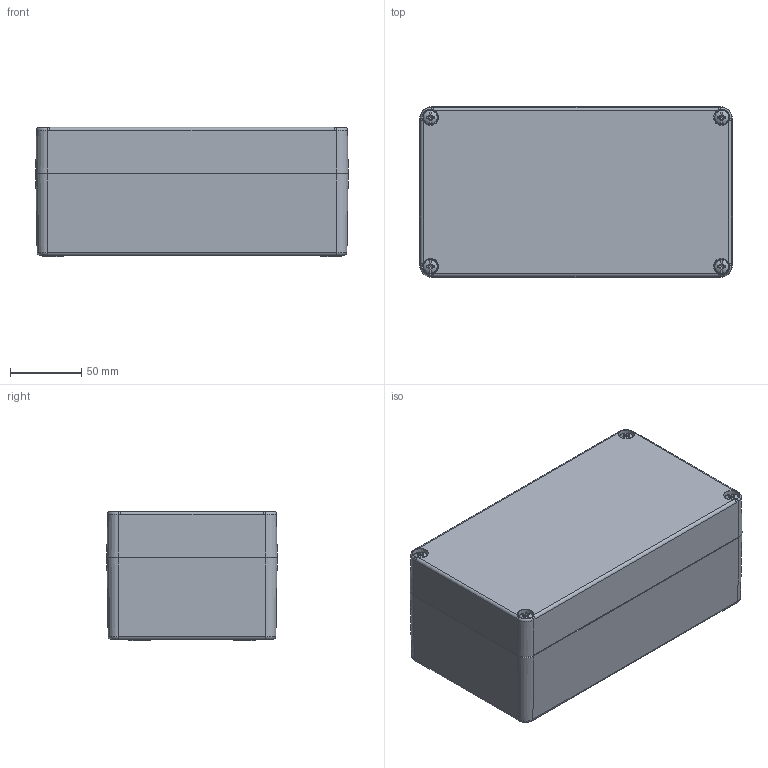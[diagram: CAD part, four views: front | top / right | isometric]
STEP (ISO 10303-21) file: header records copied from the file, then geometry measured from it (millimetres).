
FILE_DESCRIPTION(/* description */ (''),/* implementation_level */ '2;1');
FILE_NAME(/* name */ '1004102300-MBX_221290-K_VE.stp',/* time_stamp */ '2018-10-31T15:07:20+01:00',/* author */ ('robin.rentz'),/* organization */ (''),/* preprocessor_version */ 'ST-DEVELOPER v17',/* originating_system */ 'Autodesk Inventor 2019',/* authorisation */ '');
FILE_SCHEMA (('CONFIG_CONTROL_DESIGN'));
Products named in the file (6): 1004102300-MBX_221290-K_VE; UT-MBX_221280-90; OT-MBX_221290; OT-MBX_221290_1; 1990000009 M6 Gewindebuchse; 1990000092 - Schraube BM6 x 35-11,5
Assembly tree (11 placements, depth 2):
  1004102300-MBX_221290-K_VE
    UT-MBX_221280-90
    OT-MBX_221290
    OT-MBX_221290_1
    1990000009 M6 Gewindebuchse  x4
    1990000092 - Schraube BM6 x 35-11,5  x4
Bounding box: 219.99 x 119.99 x 91 mm (x, y, z)
Volume: 508257.4 mm3; surface area: 258707.4 mm2
Topology: 11 solids, 11 shells, 2289 faces, 5662 edges, 3468 vertices
Faces by surface type: plane 795, cone 458, cylinder 420, bspline 304, torus 300, sphere 12
Full cylindrical faces by diameter (mm): 4.917 x4, 5.25 x4, 6 x8, 7.8 x4
Entity records: 57239 total; most frequent: CARTESIAN_POINT 15868, ORIENTED_EDGE 8930, DIRECTION 8153, EDGE_CURVE 4465, AXIS2_PLACEMENT_3D 3032, VERTEX_POINT 2751, LINE 2089, VECTOR 2089
